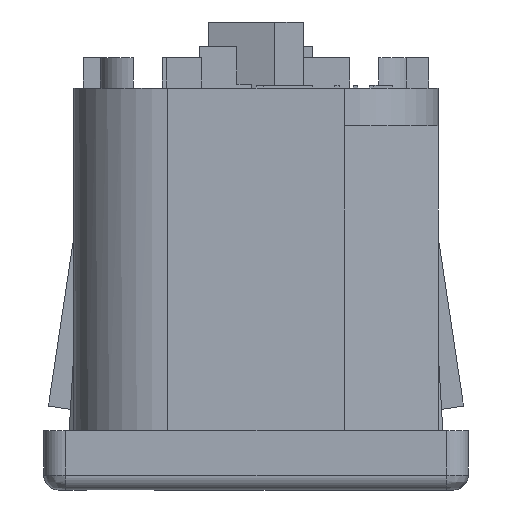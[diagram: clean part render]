
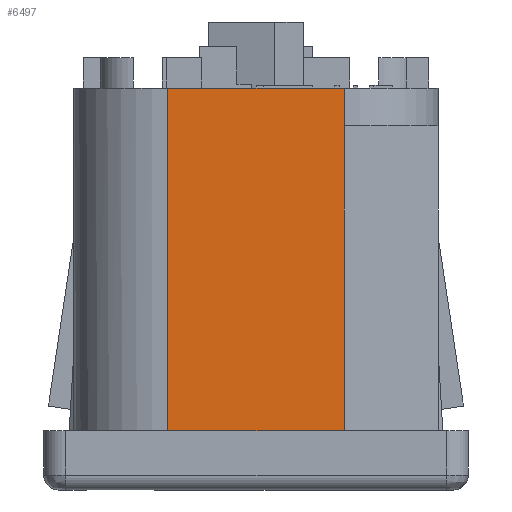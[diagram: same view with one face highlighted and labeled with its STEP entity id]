
A CAD part, left-side view. The second image highlights one B-rep face of the part: STEP entity #6497.
In plain terms, the highlighted planar face has unit normal (-1, 0, 0).
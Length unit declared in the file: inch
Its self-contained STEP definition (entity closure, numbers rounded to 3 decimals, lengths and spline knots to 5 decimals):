
#211 = ORIENTED_EDGE ( 'NONE', *, *, #6159, .F. ) ;
#483 = VERTEX_POINT ( 'NONE', #5337 ) ;
#494 = CARTESIAN_POINT ( 'NONE',  ( -0.52992, 0.18366, 0.12402 ) ) ;
#709 = VECTOR ( 'NONE', #6077, 39.37008 ) ;
#892 = EDGE_LOOP ( 'NONE', ( #211, #10110, #1360, #9048, #8820 ) ) ;
#1165 = VERTEX_POINT ( 'NONE', #4996 ) ;
#1235 = CARTESIAN_POINT ( 'NONE',  ( -0.52992, -0.18366, 0.12402 ) ) ;
#1257 = PLANE ( 'NONE',  #9352 ) ;
#1360 = ORIENTED_EDGE ( 'NONE', *, *, #8611, .T. ) ;
#1404 = DIRECTION ( 'NONE',  ( 0., 0., -1. ) ) ;
#1408 = LINE ( 'NONE', #1235, #1745 ) ;
#1605 = EDGE_CURVE ( 'NONE', #1165, #3465, #1408, .T. ) ;
#1745 = VECTOR ( 'NONE', #8257, 39.37008 ) ;
#1831 = VECTOR ( 'NONE', #1404, 39.37008 ) ;
#1865 = LINE ( 'NONE', #2619, #6346 ) ;
#2064 = DIRECTION ( 'NONE',  ( 0., 0., 1. ) ) ;
#2266 = CARTESIAN_POINT ( 'NONE',  ( -0.52992, 0.18366, 0.83858 ) ) ;
#2619 = CARTESIAN_POINT ( 'NONE',  ( -0.52992, 0.18366, 0.83858 ) ) ;
#2997 = EDGE_CURVE ( 'NONE', #3154, #1165, #6033, .T. ) ;
#3154 = VERTEX_POINT ( 'NONE', #494 ) ;
#3327 = DIRECTION ( 'NONE',  ( 0., -1., 0. ) ) ;
#3465 = VERTEX_POINT ( 'NONE', #9625 ) ;
#4507 = DIRECTION ( 'NONE',  ( 0., -1., 0. ) ) ;
#4996 = CARTESIAN_POINT ( 'NONE',  ( -0.52992, -0.18366, 0.12402 ) ) ;
#5337 = CARTESIAN_POINT ( 'NONE',  ( -0.52992, -0.18366, 0.83858 ) ) ;
#5915 = CARTESIAN_POINT ( 'NONE',  ( -0.52992, 0.18366, 0.12402 ) ) ;
#6033 = LINE ( 'NONE', #5915, #7087 ) ;
#6077 = DIRECTION ( 'NONE',  ( 0., 0., -1. ) ) ;
#6159 = EDGE_CURVE ( 'NONE', #483, #3465, #7805, .T. ) ;
#6346 = VECTOR ( 'NONE', #4507, 39.37008 ) ;
#6497 = ADVANCED_FACE ( 'NONE', ( #9140 ), #1257, .T. ) ;
#6646 = LINE ( 'NONE', #2266, #1831 ) ;
#7087 = VECTOR ( 'NONE', #3327, 39.37008 ) ;
#7303 = DIRECTION ( 'NONE',  ( -1., 0., 0. ) ) ;
#7805 = LINE ( 'NONE', #11263, #709 ) ;
#8110 = CARTESIAN_POINT ( 'NONE',  ( -0.52992, 0.38051, 0.12402 ) ) ;
#8257 = DIRECTION ( 'NONE',  ( 0., 0., 1. ) ) ;
#8611 = EDGE_CURVE ( 'NONE', #10026, #3154, #6646, .T. ) ;
#8820 = ORIENTED_EDGE ( 'NONE', *, *, #1605, .T. ) ;
#9048 = ORIENTED_EDGE ( 'NONE', *, *, #2997, .T. ) ;
#9140 = FACE_OUTER_BOUND ( 'NONE', #892, .T. ) ;
#9352 = AXIS2_PLACEMENT_3D ( 'NONE', #8110, #7303, #2064 ) ;
#9625 = CARTESIAN_POINT ( 'NONE',  ( -0.52992, -0.18366, 0.75984 ) ) ;
#10026 = VERTEX_POINT ( 'NONE', #10953 ) ;
#10110 = ORIENTED_EDGE ( 'NONE', *, *, #11173, .F. ) ;
#10953 = CARTESIAN_POINT ( 'NONE',  ( -0.52992, 0.18366, 0.83858 ) ) ;
#11173 = EDGE_CURVE ( 'NONE', #10026, #483, #1865, .T. ) ;
#11263 = CARTESIAN_POINT ( 'NONE',  ( -0.52992, -0.18366, 0.83858 ) ) ;
